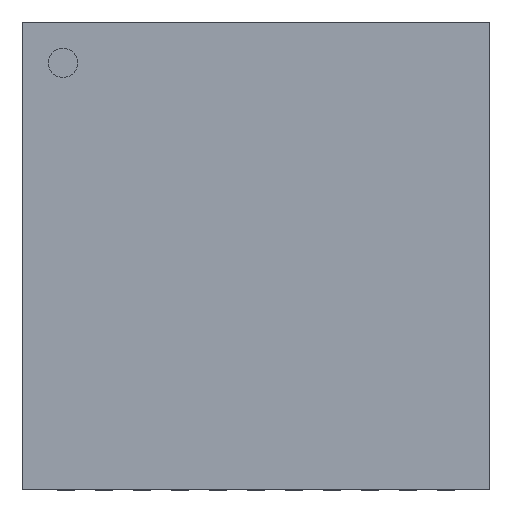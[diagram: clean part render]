
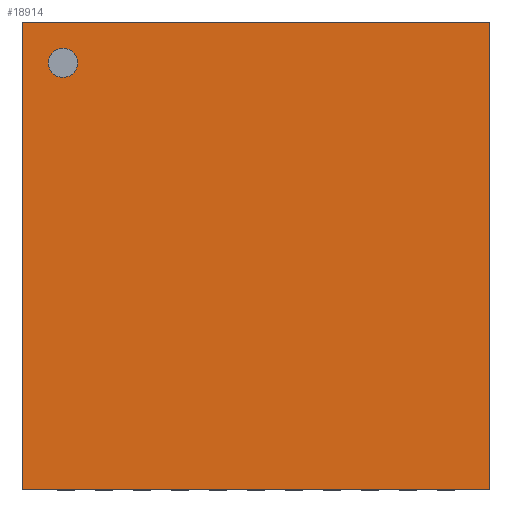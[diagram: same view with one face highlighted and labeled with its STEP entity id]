
A CAD part, top view. The second image highlights one B-rep face of the part: STEP entity #18914.
In plain terms, the highlighted planar face has unit normal (0, 0, 1).
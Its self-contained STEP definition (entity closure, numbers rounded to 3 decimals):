
#214 = PLANE('',#215);
#215 = AXIS2_PLACEMENT_3D('',#216,#217,#218);
#216 = CARTESIAN_POINT('',(-3.99,-3.99,0.03));
#217 = DIRECTION('',(0.,-1.,0.));
#218 = DIRECTION('',(0.,0.,1.));
#468 = PLANE('',#469);
#469 = AXIS2_PLACEMENT_3D('',#470,#471,#472);
#470 = CARTESIAN_POINT('',(-3.99,3.99,0.03));
#471 = DIRECTION('',(0.,-1.,0.));
#472 = DIRECTION('',(0.,0.,1.));
#496 = PLANE('',#497);
#497 = AXIS2_PLACEMENT_3D('',#498,#499,#500);
#498 = CARTESIAN_POINT('',(-3.99,3.99,0.03));
#499 = DIRECTION('',(1.,0.,0.));
#500 = DIRECTION('',(0.,0.,1.));
#2881 = PLANE('',#2882);
#2882 = AXIS2_PLACEMENT_3D('',#2883,#2884,#2885);
#2883 = CARTESIAN_POINT('',(3.99,3.99,0.03));
#2884 = DIRECTION('',(1.,0.,0.));
#2885 = DIRECTION('',(0.,0.,1.));
#5451 = EDGE_CURVE('',#5452,#5454,#5456,.T.);
#5452 = VERTEX_POINT('',#5453);
#5453 = CARTESIAN_POINT('',(-3.99,-3.99,1.01));
#5454 = VERTEX_POINT('',#5455);
#5455 = CARTESIAN_POINT('',(3.99,-3.99,1.01));
#5456 = SURFACE_CURVE('',#5457,(#5461,#5468),.PCURVE_S1.);
#5457 = LINE('',#5458,#5459);
#5458 = CARTESIAN_POINT('',(-3.99,-3.99,1.01));
#5459 = VECTOR('',#5460,1.);
#5460 = DIRECTION('',(1.,0.,0.));
#5461 = PCURVE('',#214,#5462);
#5462 = DEFINITIONAL_REPRESENTATION('',(#5463),#5467);
#5463 = LINE('',#5464,#5465);
#5464 = CARTESIAN_POINT('',(0.98,0.));
#5465 = VECTOR('',#5466,1.);
#5466 = DIRECTION('',(0.,-1.));
#5467 = ( GEOMETRIC_REPRESENTATION_CONTEXT(2) 
PARAMETRIC_REPRESENTATION_CONTEXT() REPRESENTATION_CONTEXT('2D SPACE',''
  ) );
#5468 = PCURVE('',#5469,#5474);
#5469 = PLANE('',#5470);
#5470 = AXIS2_PLACEMENT_3D('',#5471,#5472,#5473);
#5471 = CARTESIAN_POINT('',(-3.99,3.99,1.01));
#5472 = DIRECTION('',(0.,0.,1.));
#5473 = DIRECTION('',(0.,-1.,0.));
#5474 = DEFINITIONAL_REPRESENTATION('',(#5475),#5479);
#5475 = LINE('',#5476,#5477);
#5476 = CARTESIAN_POINT('',(7.98,0.));
#5477 = VECTOR('',#5478,1.);
#5478 = DIRECTION('',(0.,1.));
#5479 = ( GEOMETRIC_REPRESENTATION_CONTEXT(2) 
PARAMETRIC_REPRESENTATION_CONTEXT() REPRESENTATION_CONTEXT('2D SPACE',''
  ) );
#6257 = EDGE_CURVE('',#6258,#6260,#6262,.T.);
#6258 = VERTEX_POINT('',#6259);
#6259 = CARTESIAN_POINT('',(-3.99,3.99,1.01));
#6260 = VERTEX_POINT('',#6261);
#6261 = CARTESIAN_POINT('',(3.99,3.99,1.01));
#6262 = SURFACE_CURVE('',#6263,(#6267,#6274),.PCURVE_S1.);
#6263 = LINE('',#6264,#6265);
#6264 = CARTESIAN_POINT('',(-3.99,3.99,1.01));
#6265 = VECTOR('',#6266,1.);
#6266 = DIRECTION('',(1.,0.,0.));
#6267 = PCURVE('',#468,#6268);
#6268 = DEFINITIONAL_REPRESENTATION('',(#6269),#6273);
#6269 = LINE('',#6270,#6271);
#6270 = CARTESIAN_POINT('',(0.98,0.));
#6271 = VECTOR('',#6272,1.);
#6272 = DIRECTION('',(0.,-1.));
#6273 = ( GEOMETRIC_REPRESENTATION_CONTEXT(2) 
PARAMETRIC_REPRESENTATION_CONTEXT() REPRESENTATION_CONTEXT('2D SPACE',''
  ) );
#6274 = PCURVE('',#5469,#6275);
#6275 = DEFINITIONAL_REPRESENTATION('',(#6276),#6280);
#6276 = LINE('',#6277,#6278);
#6277 = CARTESIAN_POINT('',(0.,0.));
#6278 = VECTOR('',#6279,1.);
#6279 = DIRECTION('',(0.,1.));
#6280 = ( GEOMETRIC_REPRESENTATION_CONTEXT(2) 
PARAMETRIC_REPRESENTATION_CONTEXT() REPRESENTATION_CONTEXT('2D SPACE',''
  ) );
#7100 = EDGE_CURVE('',#6258,#5452,#7101,.T.);
#7101 = SURFACE_CURVE('',#7102,(#7106,#7113),.PCURVE_S1.);
#7102 = LINE('',#7103,#7104);
#7103 = CARTESIAN_POINT('',(-3.99,3.99,1.01));
#7104 = VECTOR('',#7105,1.);
#7105 = DIRECTION('',(0.,-1.,0.));
#7106 = PCURVE('',#496,#7107);
#7107 = DEFINITIONAL_REPRESENTATION('',(#7108),#7112);
#7108 = LINE('',#7109,#7110);
#7109 = CARTESIAN_POINT('',(0.98,0.));
#7110 = VECTOR('',#7111,1.);
#7111 = DIRECTION('',(0.,1.));
#7112 = ( GEOMETRIC_REPRESENTATION_CONTEXT(2) 
PARAMETRIC_REPRESENTATION_CONTEXT() REPRESENTATION_CONTEXT('2D SPACE',''
  ) );
#7113 = PCURVE('',#5469,#7114);
#7114 = DEFINITIONAL_REPRESENTATION('',(#7115),#7119);
#7115 = LINE('',#7116,#7117);
#7116 = CARTESIAN_POINT('',(0.,0.));
#7117 = VECTOR('',#7118,1.);
#7118 = DIRECTION('',(1.,0.));
#7119 = ( GEOMETRIC_REPRESENTATION_CONTEXT(2) 
PARAMETRIC_REPRESENTATION_CONTEXT() REPRESENTATION_CONTEXT('2D SPACE',''
  ) );
#13001 = EDGE_CURVE('',#6260,#5454,#13002,.T.);
#13002 = SURFACE_CURVE('',#13003,(#13007,#13014),.PCURVE_S1.);
#13003 = LINE('',#13004,#13005);
#13004 = CARTESIAN_POINT('',(3.99,3.99,1.01));
#13005 = VECTOR('',#13006,1.);
#13006 = DIRECTION('',(0.,-1.,0.));
#13007 = PCURVE('',#2881,#13008);
#13008 = DEFINITIONAL_REPRESENTATION('',(#13009),#13013);
#13009 = LINE('',#13010,#13011);
#13010 = CARTESIAN_POINT('',(0.98,0.));
#13011 = VECTOR('',#13012,1.);
#13012 = DIRECTION('',(0.,1.));
#13013 = ( GEOMETRIC_REPRESENTATION_CONTEXT(2) 
PARAMETRIC_REPRESENTATION_CONTEXT() REPRESENTATION_CONTEXT('2D SPACE',''
  ) );
#13014 = PCURVE('',#5469,#13015);
#13015 = DEFINITIONAL_REPRESENTATION('',(#13016),#13020);
#13016 = LINE('',#13017,#13018);
#13017 = CARTESIAN_POINT('',(0.,7.98));
#13018 = VECTOR('',#13019,1.);
#13019 = DIRECTION('',(1.,0.));
#13020 = ( GEOMETRIC_REPRESENTATION_CONTEXT(2) 
PARAMETRIC_REPRESENTATION_CONTEXT() REPRESENTATION_CONTEXT('2D SPACE',''
  ) );
#18914 = ADVANCED_FACE('',(#18915,#18921),#5469,.T.);
#18915 = FACE_BOUND('',#18916,.T.);
#18916 = EDGE_LOOP('',(#18917,#18918,#18919,#18920));
#18917 = ORIENTED_EDGE('',*,*,#6257,.F.);
#18918 = ORIENTED_EDGE('',*,*,#7100,.T.);
#18919 = ORIENTED_EDGE('',*,*,#5451,.T.);
#18920 = ORIENTED_EDGE('',*,*,#13001,.F.);
#18921 = FACE_BOUND('',#18922,.T.);
#18922 = EDGE_LOOP('',(#18923));
#18923 = ORIENTED_EDGE('',*,*,#18924,.F.);
#18924 = EDGE_CURVE('',#18925,#18925,#18927,.T.);
#18925 = VERTEX_POINT('',#18926);
#18926 = CARTESIAN_POINT('',(-3.3,3.05,1.01));
#18927 = SURFACE_CURVE('',#18928,(#18933,#18940),.PCURVE_S1.);
#18928 = CIRCLE('',#18929,0.25);
#18929 = AXIS2_PLACEMENT_3D('',#18930,#18931,#18932);
#18930 = CARTESIAN_POINT('',(-3.3,3.3,1.01));
#18931 = DIRECTION('',(0.,0.,1.));
#18932 = DIRECTION('',(0.,-1.,0.));
#18933 = PCURVE('',#5469,#18934);
#18934 = DEFINITIONAL_REPRESENTATION('',(#18935),#18939);
#18935 = CIRCLE('',#18936,0.25);
#18936 = AXIS2_PLACEMENT_2D('',#18937,#18938);
#18937 = CARTESIAN_POINT('',(0.69,0.69));
#18938 = DIRECTION('',(1.,0.));
#18939 = ( GEOMETRIC_REPRESENTATION_CONTEXT(2) 
PARAMETRIC_REPRESENTATION_CONTEXT() REPRESENTATION_CONTEXT('2D SPACE',''
  ) );
#18940 = PCURVE('',#18941,#18946);
#18941 = CYLINDRICAL_SURFACE('',#18942,0.25);
#18942 = AXIS2_PLACEMENT_3D('',#18943,#18944,#18945);
#18943 = CARTESIAN_POINT('',(-3.3,3.3,1.01));
#18944 = DIRECTION('',(0.,0.,-1.));
#18945 = DIRECTION('',(0.,-1.,0.));
#18946 = DEFINITIONAL_REPRESENTATION('',(#18947),#18951);
#18947 = LINE('',#18948,#18949);
#18948 = CARTESIAN_POINT('',(0.,0.));
#18949 = VECTOR('',#18950,1.);
#18950 = DIRECTION('',(-1.,0.));
#18951 = ( GEOMETRIC_REPRESENTATION_CONTEXT(2) 
PARAMETRIC_REPRESENTATION_CONTEXT() REPRESENTATION_CONTEXT('2D SPACE',''
  ) );
